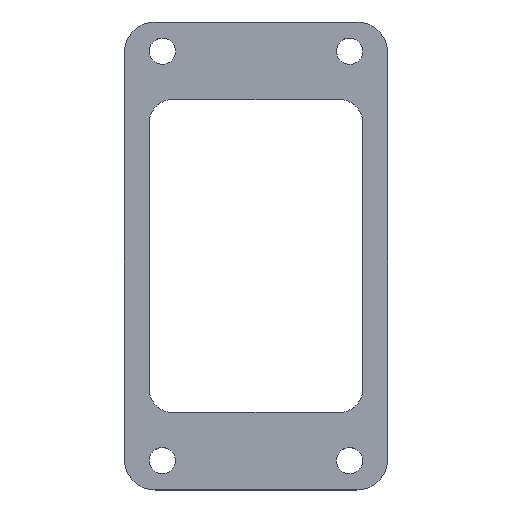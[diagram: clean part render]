
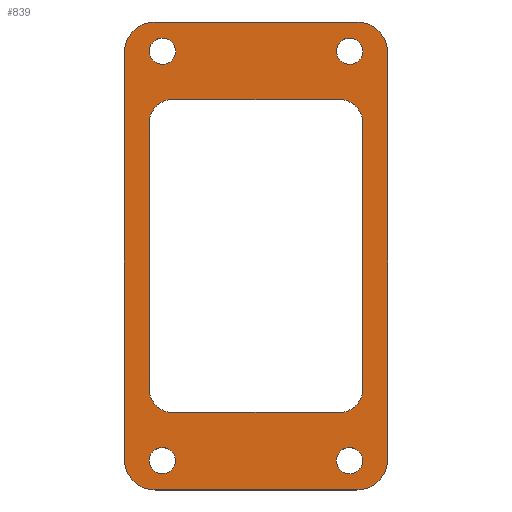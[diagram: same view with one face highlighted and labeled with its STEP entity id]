
A CAD part, top view. The second image highlights one B-rep face of the part: STEP entity #839.
In plain terms, the highlighted planar face has unit normal (0, 0, 1).
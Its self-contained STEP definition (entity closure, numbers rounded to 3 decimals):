
#62=AXIS2_PLACEMENT_3D('Circle Axis2P3D',#60,#61,$) ;
#79=AXIS2_PLACEMENT_3D('Circle Axis2P3D',#77,#78,$) ;
#119=AXIS2_PLACEMENT_3D('Circle Axis2P3D',#117,#118,$) ;
#136=AXIS2_PLACEMENT_3D('Circle Axis2P3D',#134,#135,$) ;
#176=AXIS2_PLACEMENT_3D('Circle Axis2P3D',#174,#175,$) ;
#193=AXIS2_PLACEMENT_3D('Circle Axis2P3D',#191,#192,$) ;
#233=AXIS2_PLACEMENT_3D('Circle Axis2P3D',#231,#232,$) ;
#250=AXIS2_PLACEMENT_3D('Circle Axis2P3D',#248,#249,$) ;
#307=AXIS2_PLACEMENT_3D('Circle Axis2P3D',#305,#306,$) ;
#338=AXIS2_PLACEMENT_3D('Circle Axis2P3D',#336,#337,$) ;
#431=AXIS2_PLACEMENT_3D('Circle Axis2P3D',#429,#430,$) ;
#462=AXIS2_PLACEMENT_3D('Circle Axis2P3D',#460,#461,$) ;
#538=AXIS2_PLACEMENT_3D('Circle Axis2P3D',#536,#537,$) ;
#631=AXIS2_PLACEMENT_3D('Circle Axis2P3D',#629,#630,$) ;
#662=AXIS2_PLACEMENT_3D('Circle Axis2P3D',#660,#661,$) ;
#746=AXIS2_PLACEMENT_3D('Circle Axis2P3D',#744,#745,$) ;
#801=AXIS2_PLACEMENT_3D('Plane Axis2P3D',#798,#799,#800) ;
#43=CARTESIAN_POINT('Vertex',(5.421,73.025,1.5)) ;
#57=CARTESIAN_POINT('Vertex',(7.579,76.975,1.5)) ;
#60=CARTESIAN_POINT('Axis2P3D Location',(6.5,75.,1.5)) ;
#77=CARTESIAN_POINT('Axis2P3D Location',(6.5,75.,1.5)) ;
#100=CARTESIAN_POINT('Vertex',(39.579,6.975,1.5)) ;
#114=CARTESIAN_POINT('Vertex',(37.421,3.025,1.5)) ;
#117=CARTESIAN_POINT('Axis2P3D Location',(38.5,5.,1.5)) ;
#134=CARTESIAN_POINT('Axis2P3D Location',(38.5,5.,1.5)) ;
#157=CARTESIAN_POINT('Vertex',(37.421,73.025,1.5)) ;
#171=CARTESIAN_POINT('Vertex',(39.579,76.975,1.5)) ;
#174=CARTESIAN_POINT('Axis2P3D Location',(38.5,75.,1.5)) ;
#191=CARTESIAN_POINT('Axis2P3D Location',(38.5,75.,1.5)) ;
#214=CARTESIAN_POINT('Vertex',(5.421,3.025,1.5)) ;
#228=CARTESIAN_POINT('Vertex',(7.579,6.975,1.5)) ;
#231=CARTESIAN_POINT('Axis2P3D Location',(6.5,5.,1.5)) ;
#248=CARTESIAN_POINT('Axis2P3D Location',(6.5,5.,1.5)) ;
#265=CARTESIAN_POINT('Line Origine',(45.,40.,1.5)) ;
#269=CARTESIAN_POINT('Vertex',(45.,74.75,1.5)) ;
#271=CARTESIAN_POINT('Vertex',(45.,5.25,1.5)) ;
#305=CARTESIAN_POINT('Axis2P3D Location',(39.75,5.25,1.5)) ;
#309=CARTESIAN_POINT('Vertex',(39.75,0.,1.5)) ;
#336=CARTESIAN_POINT('Axis2P3D Location',(39.75,74.75,1.5)) ;
#340=CARTESIAN_POINT('Vertex',(39.75,80.,1.5)) ;
#367=CARTESIAN_POINT('Line Origine',(22.5,0.,1.5)) ;
#371=CARTESIAN_POINT('Vertex',(5.25,0.,1.5)) ;
#398=CARTESIAN_POINT('Line Origine',(22.5,80.,1.5)) ;
#402=CARTESIAN_POINT('Vertex',(5.25,80.,1.5)) ;
#429=CARTESIAN_POINT('Axis2P3D Location',(5.25,5.25,1.5)) ;
#433=CARTESIAN_POINT('Vertex',(0.,5.25,1.5)) ;
#460=CARTESIAN_POINT('Axis2P3D Location',(5.25,74.75,1.5)) ;
#464=CARTESIAN_POINT('Vertex',(0.,74.75,1.5)) ;
#491=CARTESIAN_POINT('Line Origine',(0.,40.,1.5)) ;
#519=CARTESIAN_POINT('Vertex',(40.75,17.25,1.5)) ;
#533=CARTESIAN_POINT('Vertex',(36.75,13.25,1.5)) ;
#536=CARTESIAN_POINT('Axis2P3D Location',(36.75,17.25,1.5)) ;
#559=CARTESIAN_POINT('Vertex',(40.75,62.75,1.5)) ;
#567=CARTESIAN_POINT('Line Origine',(40.75,40.,1.5)) ;
#595=CARTESIAN_POINT('Vertex',(8.25,13.25,1.5)) ;
#598=CARTESIAN_POINT('Line Origine',(22.5,13.25,1.5)) ;
#621=CARTESIAN_POINT('Vertex',(36.75,66.75,1.5)) ;
#629=CARTESIAN_POINT('Axis2P3D Location',(36.75,62.75,1.5)) ;
#657=CARTESIAN_POINT('Vertex',(4.25,17.25,1.5)) ;
#660=CARTESIAN_POINT('Axis2P3D Location',(8.25,17.25,1.5)) ;
#683=CARTESIAN_POINT('Vertex',(8.25,66.75,1.5)) ;
#691=CARTESIAN_POINT('Line Origine',(22.5,66.75,1.5)) ;
#719=CARTESIAN_POINT('Vertex',(4.25,62.75,1.5)) ;
#722=CARTESIAN_POINT('Line Origine',(4.25,40.,1.5)) ;
#744=CARTESIAN_POINT('Axis2P3D Location',(8.25,62.75,1.5)) ;
#798=CARTESIAN_POINT('Axis2P3D Location',(22.5,40.,1.5)) ;
#61=DIRECTION('Axis2P3D Direction',(0.,0.,-1.)) ;
#78=DIRECTION('Axis2P3D Direction',(0.,0.,-1.)) ;
#118=DIRECTION('Axis2P3D Direction',(0.,0.,-1.)) ;
#135=DIRECTION('Axis2P3D Direction',(0.,0.,-1.)) ;
#175=DIRECTION('Axis2P3D Direction',(0.,0.,-1.)) ;
#192=DIRECTION('Axis2P3D Direction',(0.,0.,-1.)) ;
#232=DIRECTION('Axis2P3D Direction',(0.,0.,-1.)) ;
#249=DIRECTION('Axis2P3D Direction',(0.,0.,-1.)) ;
#266=DIRECTION('Vector Direction',(0.,1.,0.)) ;
#306=DIRECTION('Axis2P3D Direction',(0.,0.,-1.)) ;
#337=DIRECTION('Axis2P3D Direction',(0.,0.,-1.)) ;
#368=DIRECTION('Vector Direction',(-1.,0.,0.)) ;
#399=DIRECTION('Vector Direction',(1.,0.,0.)) ;
#430=DIRECTION('Axis2P3D Direction',(0.,0.,-1.)) ;
#461=DIRECTION('Axis2P3D Direction',(0.,0.,-1.)) ;
#492=DIRECTION('Vector Direction',(0.,-1.,0.)) ;
#537=DIRECTION('Axis2P3D Direction',(0.,0.,-1.)) ;
#568=DIRECTION('Vector Direction',(0.,1.,0.)) ;
#599=DIRECTION('Vector Direction',(-1.,0.,0.)) ;
#630=DIRECTION('Axis2P3D Direction',(0.,0.,-1.)) ;
#661=DIRECTION('Axis2P3D Direction',(0.,0.,-1.)) ;
#692=DIRECTION('Vector Direction',(1.,0.,0.)) ;
#723=DIRECTION('Vector Direction',(0.,-1.,0.)) ;
#745=DIRECTION('Axis2P3D Direction',(0.,0.,-1.)) ;
#799=DIRECTION('Axis2P3D Direction',(0.,0.,-1.)) ;
#800=DIRECTION('Axis2P3D XDirection',(0.,1.,0.)) ;
#267=VECTOR('Line Direction',#266,1.) ;
#369=VECTOR('Line Direction',#368,1.) ;
#400=VECTOR('Line Direction',#399,1.) ;
#493=VECTOR('Line Direction',#492,1.) ;
#569=VECTOR('Line Direction',#568,1.) ;
#600=VECTOR('Line Direction',#599,1.) ;
#693=VECTOR('Line Direction',#692,1.) ;
#724=VECTOR('Line Direction',#723,1.) ;
#804=ORIENTED_EDGE('',*,*,#373,.F.) ;
#805=ORIENTED_EDGE('',*,*,#311,.F.) ;
#806=ORIENTED_EDGE('',*,*,#273,.F.) ;
#807=ORIENTED_EDGE('',*,*,#342,.F.) ;
#808=ORIENTED_EDGE('',*,*,#404,.F.) ;
#809=ORIENTED_EDGE('',*,*,#466,.F.) ;
#810=ORIENTED_EDGE('',*,*,#495,.F.) ;
#811=ORIENTED_EDGE('',*,*,#435,.F.) ;
#814=ORIENTED_EDGE('',*,*,#571,.T.) ;
#815=ORIENTED_EDGE('',*,*,#540,.T.) ;
#816=ORIENTED_EDGE('',*,*,#602,.T.) ;
#817=ORIENTED_EDGE('',*,*,#664,.T.) ;
#818=ORIENTED_EDGE('',*,*,#726,.T.) ;
#819=ORIENTED_EDGE('',*,*,#748,.T.) ;
#820=ORIENTED_EDGE('',*,*,#695,.T.) ;
#821=ORIENTED_EDGE('',*,*,#633,.T.) ;
#824=ORIENTED_EDGE('',*,*,#81,.T.) ;
#825=ORIENTED_EDGE('',*,*,#64,.T.) ;
#828=ORIENTED_EDGE('',*,*,#252,.T.) ;
#829=ORIENTED_EDGE('',*,*,#235,.T.) ;
#832=ORIENTED_EDGE('',*,*,#195,.T.) ;
#833=ORIENTED_EDGE('',*,*,#178,.T.) ;
#836=ORIENTED_EDGE('',*,*,#138,.T.) ;
#837=ORIENTED_EDGE('',*,*,#121,.T.) ;
#822=FACE_BOUND('',#813,.T.) ;
#826=FACE_BOUND('',#823,.T.) ;
#830=FACE_BOUND('',#827,.T.) ;
#834=FACE_BOUND('',#831,.T.) ;
#838=FACE_BOUND('',#835,.T.) ;
#839=ADVANCED_FACE('Hauptk\X2\00F6\X0\rper',(#812,#822,#826,#830,#834,#838),#802,.F.) ;
#63=CIRCLE('generated circle',#62,2.25) ;
#80=CIRCLE('generated circle',#79,2.25) ;
#120=CIRCLE('generated circle',#119,2.25) ;
#137=CIRCLE('generated circle',#136,2.25) ;
#177=CIRCLE('generated circle',#176,2.25) ;
#194=CIRCLE('generated circle',#193,2.25) ;
#234=CIRCLE('generated circle',#233,2.25) ;
#251=CIRCLE('generated circle',#250,2.25) ;
#308=CIRCLE('generated circle',#307,5.25) ;
#339=CIRCLE('generated circle',#338,5.25) ;
#432=CIRCLE('generated circle',#431,5.25) ;
#463=CIRCLE('generated circle',#462,5.25) ;
#539=CIRCLE('generated circle',#538,4.) ;
#632=CIRCLE('generated circle',#631,4.) ;
#663=CIRCLE('generated circle',#662,4.) ;
#747=CIRCLE('generated circle',#746,4.) ;
#64=EDGE_CURVE('',#44,#58,#63,.T.) ;
#81=EDGE_CURVE('',#58,#44,#80,.T.) ;
#121=EDGE_CURVE('',#101,#115,#120,.T.) ;
#138=EDGE_CURVE('',#115,#101,#137,.T.) ;
#178=EDGE_CURVE('',#158,#172,#177,.T.) ;
#195=EDGE_CURVE('',#172,#158,#194,.T.) ;
#235=EDGE_CURVE('',#215,#229,#234,.T.) ;
#252=EDGE_CURVE('',#229,#215,#251,.T.) ;
#273=EDGE_CURVE('',#270,#272,#268,.F.) ;
#311=EDGE_CURVE('',#272,#310,#308,.T.) ;
#342=EDGE_CURVE('',#341,#270,#339,.T.) ;
#373=EDGE_CURVE('',#310,#372,#370,.T.) ;
#404=EDGE_CURVE('',#403,#341,#401,.T.) ;
#435=EDGE_CURVE('',#372,#434,#432,.T.) ;
#466=EDGE_CURVE('',#465,#403,#463,.T.) ;
#495=EDGE_CURVE('',#434,#465,#494,.F.) ;
#540=EDGE_CURVE('',#520,#534,#539,.T.) ;
#571=EDGE_CURVE('',#560,#520,#570,.F.) ;
#602=EDGE_CURVE('',#534,#596,#601,.T.) ;
#633=EDGE_CURVE('',#622,#560,#632,.T.) ;
#664=EDGE_CURVE('',#596,#658,#663,.T.) ;
#695=EDGE_CURVE('',#684,#622,#694,.T.) ;
#726=EDGE_CURVE('',#658,#720,#725,.F.) ;
#748=EDGE_CURVE('',#720,#684,#747,.T.) ;
#803=EDGE_LOOP('',(#804,#805,#806,#807,#808,#809,#810,#811)) ;
#813=EDGE_LOOP('',(#814,#815,#816,#817,#818,#819,#820,#821)) ;
#823=EDGE_LOOP('',(#824,#825)) ;
#827=EDGE_LOOP('',(#828,#829)) ;
#831=EDGE_LOOP('',(#832,#833)) ;
#835=EDGE_LOOP('',(#836,#837)) ;
#812=FACE_OUTER_BOUND('',#803,.T.) ;
#268=LINE('Line',#265,#267) ;
#370=LINE('Line',#367,#369) ;
#401=LINE('Line',#398,#400) ;
#494=LINE('Line',#491,#493) ;
#570=LINE('Line',#567,#569) ;
#601=LINE('Line',#598,#600) ;
#694=LINE('Line',#691,#693) ;
#725=LINE('Line',#722,#724) ;
#802=PLANE('',#801) ;
#44=VERTEX_POINT('',#43) ;
#58=VERTEX_POINT('',#57) ;
#101=VERTEX_POINT('',#100) ;
#115=VERTEX_POINT('',#114) ;
#158=VERTEX_POINT('',#157) ;
#172=VERTEX_POINT('',#171) ;
#215=VERTEX_POINT('',#214) ;
#229=VERTEX_POINT('',#228) ;
#270=VERTEX_POINT('',#269) ;
#272=VERTEX_POINT('',#271) ;
#310=VERTEX_POINT('',#309) ;
#341=VERTEX_POINT('',#340) ;
#372=VERTEX_POINT('',#371) ;
#403=VERTEX_POINT('',#402) ;
#434=VERTEX_POINT('',#433) ;
#465=VERTEX_POINT('',#464) ;
#520=VERTEX_POINT('',#519) ;
#534=VERTEX_POINT('',#533) ;
#560=VERTEX_POINT('',#559) ;
#596=VERTEX_POINT('',#595) ;
#622=VERTEX_POINT('',#621) ;
#658=VERTEX_POINT('',#657) ;
#684=VERTEX_POINT('',#683) ;
#720=VERTEX_POINT('',#719) ;
